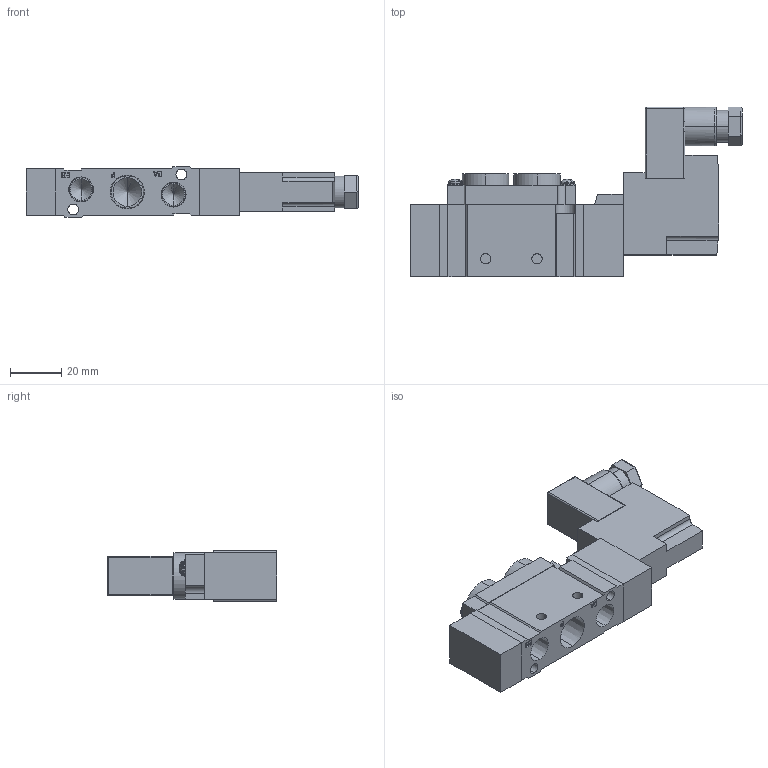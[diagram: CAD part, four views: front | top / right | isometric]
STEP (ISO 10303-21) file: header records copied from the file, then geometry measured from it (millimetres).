
FILE_DESCRIPTION (( 'STEP AP214' ), '1' );
FILE_NAME ('SY7120-5DZ-02F.step.step', '2012-01-02T15:56:51', ( 'SysAdmin' ), ( 'SolidWorks' ), 'SwSTEP 2.0', 'SolidWorks 2012', '' );
FILE_SCHEMA (( 'AUTOMOTIVE_DESIGN' ));
Length unit declared in the file: millimetre
Products named in the file (9): SY7120-5DZ-02F.step_1115Ccoil; SY7120-5DZ-02F.step_SY7000-6-1_02; SY7120-5DZ-02F.step_MAN-OP_Blue_P; SY7120-5DZ-02F.step_SY71804operend_SingleB-D; SY7120-5DZ-02F.step_SY71804operend_SingleA-D; SY7120-5DZ-02F.step_SY71804BLOCK_20; SY7120-5DZ-02F.step_1115DIN Conn; SY7120-5DZ-02F.step_3mm screw head_90317A111; SY7120-5DZ-02F.step
Assembly tree (9 placements, depth 2):
  SY7120-5DZ-02F.step
    SY7120-5DZ-02F.step_SY71804BLOCK_20
    SY7120-5DZ-02F.step_SY7000-6-1_02
    SY7120-5DZ-02F.step_SY71804operend_SingleB-D
    SY7120-5DZ-02F.step_SY71804operend_SingleA-D
    SY7120-5DZ-02F.step_MAN-OP_Blue_P
    SY7120-5DZ-02F.step_1115Ccoil
    SY7120-5DZ-02F.step_1115DIN Conn
    SY7120-5DZ-02F.step_3mm screw head_90317A111  x2
Bounding box: 129.1 x 66 x 19.8 mm (x, y, z)
Volume: 69684.2 mm3; surface area: 25830 mm2
Topology: 11 solids, 11 shells, 417 faces, 1036 edges, 662 vertices
Faces by surface type: plane 251, cylinder 86, cone 36, bspline 26, torus 10, sphere 8
Entity records: 13553 total; most frequent: CARTESIAN_POINT 3553, ORIENTED_EDGE 1842, DIRECTION 1813, EDGE_CURVE 921, LINE 631, VECTOR 631, VERTEX_POINT 597, AXIS2_PLACEMENT_3D 591
